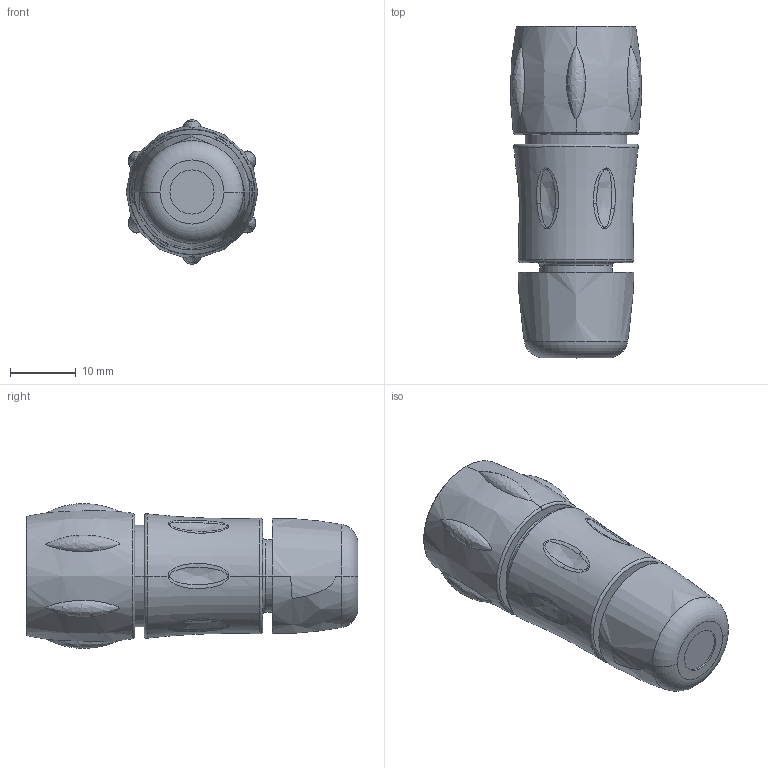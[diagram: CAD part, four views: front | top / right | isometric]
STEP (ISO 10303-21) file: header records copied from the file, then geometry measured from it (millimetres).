
FILE_DESCRIPTION((''),'2;1');
FILE_NAME('UTS6JC8E4S-CATALOGUE','2010-12-22T',('Gsineau'),('SOURIAU'),'PRO/ENGINEER BY PARAMETRIC TECHNOLOGY CORPORATION, 2010140','PRO/ENGINEER BY PARAMETRIC TECHNOLOGY CORPORATION, 2010140','');
FILE_SCHEMA(('CONFIG_CONTROL_DESIGN'));
Length unit declared in the file: millimetre
Products named in the file (1): UTS6JC8E4S-CATALOGUE
Bounding box: 19.97 x 50.45 x 22 mm (x, y, z)
Volume: 11987.1 mm3; surface area: 5041.3 mm2
Topology: 1 solids, 1 shells, 214 faces, 522 edges, 332 vertices
Faces by surface type: cylinder 62, plane 59, bspline 52, torus 21, cone 10, sphere 10
Entity records: 11871 total; most frequent: CARTESIAN_POINT 7001, ORIENTED_EDGE 1044, DIRECTION 960, EDGE_CURVE 522, AXIS2_PLACEMENT_3D 394, VERTEX_POINT 332, EDGE_LOOP 240, CIRCLE 232
